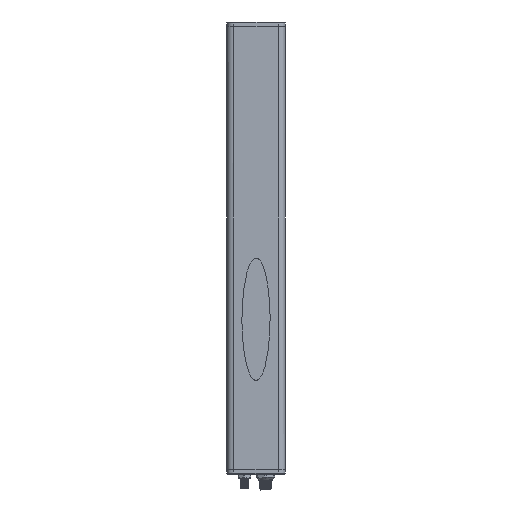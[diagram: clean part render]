
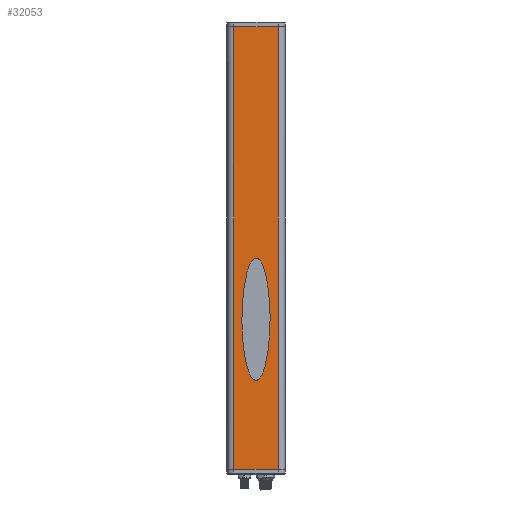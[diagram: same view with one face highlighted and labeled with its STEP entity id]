
A CAD part, front view. The second image highlights one B-rep face of the part: STEP entity #32053.
In plain terms, the highlighted planar face has unit normal (0, -1, 0).
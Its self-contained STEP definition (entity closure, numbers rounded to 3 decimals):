
#5725=DIRECTION('',(1.,0.,0.));
#5726=VECTOR('',#5725,1.787);
#5727=CARTESIAN_POINT('',(-0.894,-0.642,
0.));
#5728=LINE('',#5727,#5726);
#5729=DIRECTION('',(0.,0.,-1.));
#5730=VECTOR('',#5729,17.815);
#5731=CARTESIAN_POINT('',(-0.894,-0.642,
17.815));
#5732=LINE('',#5731,#5730);
#5733=DIRECTION('',(-1.,0.,0.));
#5734=VECTOR('',#5733,1.787);
#5735=CARTESIAN_POINT('',(0.894,-0.642,
17.815));
#5736=LINE('',#5735,#5734);
#5737=DIRECTION('',(0.,0.,-1.));
#5738=VECTOR('',#5737,17.815);
#5739=CARTESIAN_POINT('',(0.894,-0.642,
17.815));
#5740=LINE('',#5739,#5738);
#5741=CARTESIAN_POINT('',(0.,-0.642,3.583));
#5742=CARTESIAN_POINT('',(-0.034,-0.642,
3.583));
#5743=CARTESIAN_POINT('',(-0.086,-0.642,
3.602));
#5744=CARTESIAN_POINT('',(-0.157,-0.642,
3.674));
#5745=CARTESIAN_POINT('',(-0.21,-0.642,
3.751));
#5746=CARTESIAN_POINT('',(-0.263,-0.642,
3.854));
#5747=CARTESIAN_POINT('',(-0.313,-0.642,
3.98));
#5748=CARTESIAN_POINT('',(-0.36,-0.642,
4.129));
#5749=CARTESIAN_POINT('',(-0.404,-0.642,
4.3));
#5750=CARTESIAN_POINT('',(-0.444,-0.642,
4.49));
#5751=CARTESIAN_POINT('',(-0.479,-0.642,
4.695));
#5752=CARTESIAN_POINT('',(-0.508,-0.642,
4.912));
#5753=CARTESIAN_POINT('',(-0.532,-0.642,
5.137));
#5754=CARTESIAN_POINT('',(-0.55,-0.642,
5.366));
#5755=CARTESIAN_POINT('',(-0.56,-0.642,
5.558));
#5756=CARTESIAN_POINT('',(-0.566,-0.642,
5.71));
#5757=CARTESIAN_POINT('',(-0.569,-0.642,
5.822));
#5758=CARTESIAN_POINT('',(-0.57,-0.642,
5.915));
#5759=CARTESIAN_POINT('',(-0.571,-0.642,
5.989));
#5760=CARTESIAN_POINT('',(-0.571,-0.642,
6.043));
#5761=CARTESIAN_POINT('',(-0.571,-0.642,
6.098));
#5762=CARTESIAN_POINT('',(-0.57,-0.642,
6.171));
#5763=CARTESIAN_POINT('',(-0.569,-0.642,
6.264));
#5764=CARTESIAN_POINT('',(-0.566,-0.642,
6.377));
#5765=CARTESIAN_POINT('',(-0.56,-0.642,
6.529));
#5766=CARTESIAN_POINT('',(-0.55,-0.642,
6.72));
#5767=CARTESIAN_POINT('',(-0.532,-0.642,
6.95));
#5768=CARTESIAN_POINT('',(-0.508,-0.642,
7.175));
#5769=CARTESIAN_POINT('',(-0.479,-0.642,
7.392));
#5770=CARTESIAN_POINT('',(-0.444,-0.642,
7.597));
#5771=CARTESIAN_POINT('',(-0.404,-0.642,7.786));
#5772=CARTESIAN_POINT('',(-0.36,-0.642,
7.957));
#5773=CARTESIAN_POINT('',(-0.313,-0.642,
8.107));
#5774=CARTESIAN_POINT('',(-0.263,-0.642,
8.233));
#5775=CARTESIAN_POINT('',(-0.21,-0.642,
8.335));
#5776=CARTESIAN_POINT('',(-0.157,-0.642,
8.413));
#5777=CARTESIAN_POINT('',(-0.086,-0.642,
8.485));
#5778=CARTESIAN_POINT('',(-0.034,-0.642,
8.504));
#5779=CARTESIAN_POINT('',(0.,-0.642,8.504));
#5781=CARTESIAN_POINT('',(0.,-0.642,8.504));
#5782=CARTESIAN_POINT('',(0.034,-0.642,
8.504));
#5783=CARTESIAN_POINT('',(0.086,-0.642,
8.485));
#5784=CARTESIAN_POINT('',(0.157,-0.642,
8.413));
#5785=CARTESIAN_POINT('',(0.21,-0.642,
8.335));
#5786=CARTESIAN_POINT('',(0.263,-0.642,
8.233));
#5787=CARTESIAN_POINT('',(0.313,-0.642,
8.107));
#5788=CARTESIAN_POINT('',(0.36,-0.642,
7.957));
#5789=CARTESIAN_POINT('',(0.404,-0.642,7.786));
#5790=CARTESIAN_POINT('',(0.444,-0.642,
7.597));
#5791=CARTESIAN_POINT('',(0.479,-0.642,
7.392));
#5792=CARTESIAN_POINT('',(0.508,-0.642,
7.175));
#5793=CARTESIAN_POINT('',(0.532,-0.642,
6.95));
#5794=CARTESIAN_POINT('',(0.55,-0.642,
6.72));
#5795=CARTESIAN_POINT('',(0.56,-0.642,
6.529));
#5796=CARTESIAN_POINT('',(0.566,-0.642,
6.377));
#5797=CARTESIAN_POINT('',(0.569,-0.642,
6.264));
#5798=CARTESIAN_POINT('',(0.57,-0.642,
6.171));
#5799=CARTESIAN_POINT('',(0.571,-0.642,
6.098));
#5800=CARTESIAN_POINT('',(0.571,-0.642,
6.043));
#5801=CARTESIAN_POINT('',(0.571,-0.642,
5.989));
#5802=CARTESIAN_POINT('',(0.57,-0.642,
5.915));
#5803=CARTESIAN_POINT('',(0.569,-0.642,
5.822));
#5804=CARTESIAN_POINT('',(0.566,-0.642,
5.71));
#5805=CARTESIAN_POINT('',(0.56,-0.642,
5.558));
#5806=CARTESIAN_POINT('',(0.55,-0.642,
5.366));
#5807=CARTESIAN_POINT('',(0.532,-0.642,
5.137));
#5808=CARTESIAN_POINT('',(0.508,-0.642,
4.912));
#5809=CARTESIAN_POINT('',(0.479,-0.642,
4.695));
#5810=CARTESIAN_POINT('',(0.444,-0.642,
4.49));
#5811=CARTESIAN_POINT('',(0.404,-0.642,
4.3));
#5812=CARTESIAN_POINT('',(0.36,-0.642,
4.129));
#5813=CARTESIAN_POINT('',(0.313,-0.642,
3.98));
#5814=CARTESIAN_POINT('',(0.263,-0.642,
3.854));
#5815=CARTESIAN_POINT('',(0.21,-0.642,
3.751));
#5816=CARTESIAN_POINT('',(0.157,-0.642,
3.674));
#5817=CARTESIAN_POINT('',(0.086,-0.642,
3.602));
#5818=CARTESIAN_POINT('',(0.034,-0.642,
3.583));
#5819=CARTESIAN_POINT('',(0.,-0.642,3.583));
#22322=CARTESIAN_POINT('',(0.894,-0.642,
17.815));
#22323=CARTESIAN_POINT('',(-0.894,-0.642,
17.815));
#22324=VERTEX_POINT('',#22322);
#22325=VERTEX_POINT('',#22323);
#22771=CARTESIAN_POINT('',(-0.894,-0.642,
0.));
#22772=CARTESIAN_POINT('',(0.894,-0.642,
0.));
#22773=VERTEX_POINT('',#22771);
#22774=VERTEX_POINT('',#22772);
#24771=VERTEX_POINT('',#5741);
#24772=VERTEX_POINT('',#5779);
#32035=CARTESIAN_POINT('',(-1.169,-0.642,0.));
#32036=DIRECTION('',(0.,-1.,0.));
#32037=DIRECTION('',(1.,0.,0.));
#32038=AXIS2_PLACEMENT_3D('',#32035,#32036,#32037);
#32039=PLANE('',#32038);
#32040=ORIENTED_EDGE('',*,*,#32027,.F.);
#32041=ORIENTED_EDGE('',*,*,#31614,.F.);
#32043=ORIENTED_EDGE('',*,*,#32042,.F.);
#32044=ORIENTED_EDGE('',*,*,#31864,.T.);
#32045=EDGE_LOOP('',(#32040,#32041,#32043,#32044));
#32046=FACE_OUTER_BOUND('',#32045,.F.);
#32048=ORIENTED_EDGE('',*,*,#32047,.F.);
#32050=ORIENTED_EDGE('',*,*,#32049,.F.);
#32051=EDGE_LOOP('',(#32048,#32050));
#32052=FACE_BOUND('',#32051,.F.);
#32053=ADVANCED_FACE('',(#32046,#32052),#32039,.T.);
#5780=B_SPLINE_CURVE_WITH_KNOTS('',3,(#5741,#5742,#5743,#5744,#5745,#5746,#5747,
#5748,#5749,#5750,#5751,#5752,#5753,#5754,#5755,#5756,#5757,#5758,#5759,#5760,
#5761,#5762,#5763,#5764,#5765,#5766,#5767,#5768,#5769,#5770,#5771,#5772,#5773,
#5774,#5775,#5776,#5777,#5778,#5779),.UNSPECIFIED.,.F.,.F.,(4,1,1,1,1,1,1,1,1,1,
1,1,1,1,1,1,1,1,1,1,1,1,1,1,1,1,1,1,1,1,1,1,1,1,1,1,4),(0.,0.063,0.094,
0.125,0.156,0.188,0.219,0.25,0.281,0.313,0.344,
0.375,0.406,0.438,0.453,0.469,0.484,0.492,0.5,
0.508,0.516,0.531,0.547,0.563,0.594,0.625,
0.656,0.688,0.719,0.75,0.781,0.813,0.844,0.875,
0.906,0.938,1.),.UNSPECIFIED.);
#5820=B_SPLINE_CURVE_WITH_KNOTS('',3,(#5781,#5782,#5783,#5784,#5785,#5786,#5787,
#5788,#5789,#5790,#5791,#5792,#5793,#5794,#5795,#5796,#5797,#5798,#5799,#5800,
#5801,#5802,#5803,#5804,#5805,#5806,#5807,#5808,#5809,#5810,#5811,#5812,#5813,
#5814,#5815,#5816,#5817,#5818,#5819),.UNSPECIFIED.,.F.,.F.,(4,1,1,1,1,1,1,1,1,1,
1,1,1,1,1,1,1,1,1,1,1,1,1,1,1,1,1,1,1,1,1,1,1,1,1,1,4),(0.,0.063,0.094,
0.125,0.156,0.188,0.219,0.25,0.281,0.313,0.344,
0.375,0.406,0.438,0.453,0.469,0.484,0.492,0.5,
0.508,0.516,0.531,0.547,0.563,0.594,0.625,
0.656,0.688,0.719,0.75,0.781,0.813,0.844,0.875,
0.906,0.938,1.),.UNSPECIFIED.);
#31614=EDGE_CURVE('',#22325,#22773,#5732,.T.);
#31864=EDGE_CURVE('',#22324,#22774,#5740,.T.);
#32027=EDGE_CURVE('',#22773,#22774,#5728,.T.);
#32042=EDGE_CURVE('',#22324,#22325,#5736,.T.);
#32047=EDGE_CURVE('',#24771,#24772,#5780,.T.);
#32049=EDGE_CURVE('',#24772,#24771,#5820,.T.);
